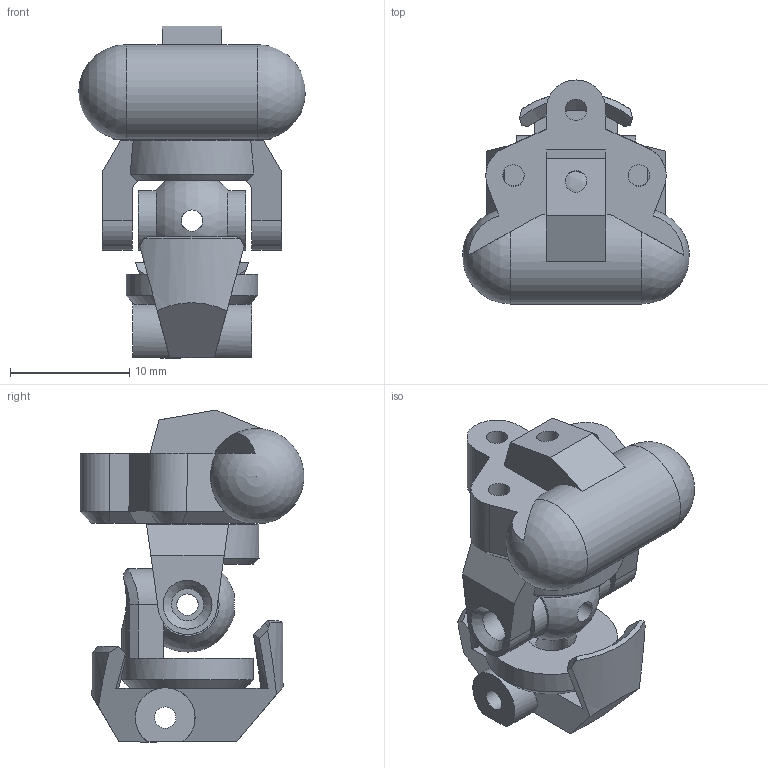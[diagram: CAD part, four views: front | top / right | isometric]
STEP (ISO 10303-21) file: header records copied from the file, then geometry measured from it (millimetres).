
FILE_DESCRIPTION(/* description */ (''),/* implementation_level */ '2;1');
FILE_NAME(/* name */ '70mmBigEye v10.step',/* time_stamp */ '2021-08-04T22:08:41+09:00',/* author */ (''),/* organization */ (''),/* preprocessor_version */ 'ST-DEVELOPER v18.1',/* originating_system */ 'Autodesk Translation Framework v10.9.0.1377',/* authorisation */ '');
FILE_SCHEMA (('AUTOMOTIVE_DESIGN { 1 0 10303 214 3 1 1 }'));
Length unit declared in the file: millimetre
Products named in the file (2): 70mmBigEye; body
Assembly tree (1 placements, depth 2):
  70mmBigEye
    body
Bounding box: 19 x 18.75 x 27.79 mm (x, y, z)
Volume: 2890 mm3; surface area: 2833.4 mm2
Topology: 5 solids, 5 shells, 123 faces, 338 edges, 221 vertices
Faces by surface type: plane 57, cylinder 36, bspline 15, cone 12, sphere 3
Full cylindrical faces by diameter (mm): 1.8 x10, 2.7 x5, 11 x1
Entity records: 4606 total; most frequent: CARTESIAN_POINT 1444, ORIENTED_EDGE 672, DIRECTION 609, EDGE_CURVE 336, AXIS2_PLACEMENT_3D 227, VERTEX_POINT 221, LINE 155, VECTOR 155
